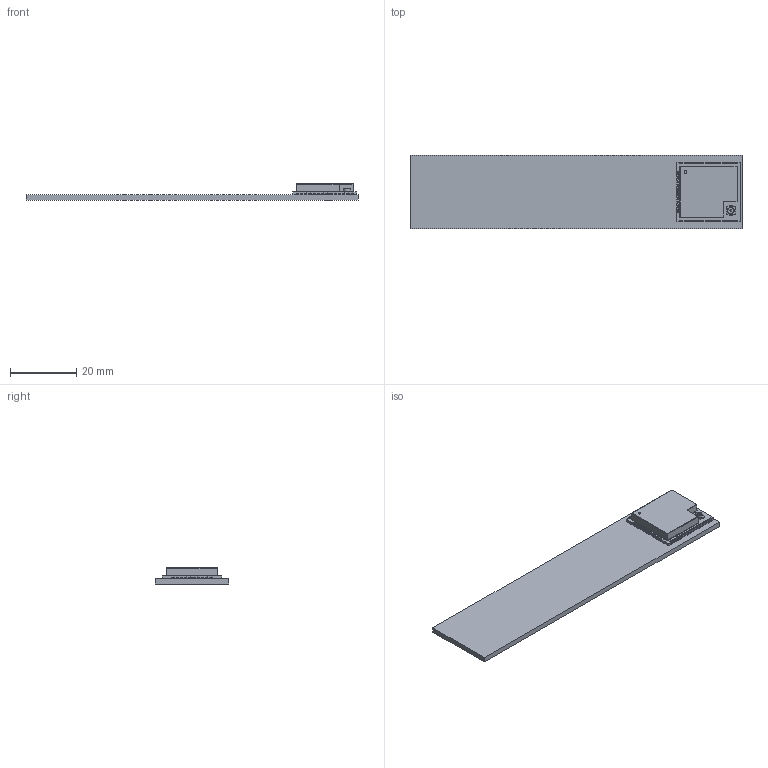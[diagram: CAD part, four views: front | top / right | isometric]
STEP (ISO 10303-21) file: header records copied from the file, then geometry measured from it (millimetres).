
FILE_DESCRIPTION(('KiCad electronic assembly'),'2;1');
FILE_NAME('Receiver.step','2023-11-02T15:31:15',('Pcbnew'),('Kicad'), 'Open CASCADE STEP processor 7.6','KiCad to STEP converter','Unknown' );
FILE_SCHEMA(('AUTOMOTIVE_DESIGN { 1 0 10303 214 1 1 1 1 }'));
Length unit declared in the file: millimetre
Products named in the file (4): Receiver 1; ESP32-WROOM-32U; SOLID; Receiver PCB
Assembly tree (3 placements, depth 3):
  Receiver 1
    ESP32-WROOM-32U
      SOLID
    Receiver PCB
Bounding box: 100 x 22 x 4.85 mm (x, y, z)
Volume: 4385.6 mm3; surface area: 5733.8 mm2
Topology: 2 solids, 2 shells, 784 faces, 1955 edges, 1176 vertices
Faces by surface type: plane 669, cylinder 108, sphere 5, torus 1, revolution 1
Full cylindrical faces by diameter (mm): 0.2 x12, 0.5 x1, 0.8 x1, 1.8 x1, 2 x1
Entity records: 54111 total; most frequent: CARTESIAN_POINT 8685, DIRECTION 7752, LINE 4740, VECTOR 4740, ORIENTED_EDGE 3900, PCURVE 3900, DEFINITIONAL_REPRESENTATION 3900, EDGE_CURVE 1950
